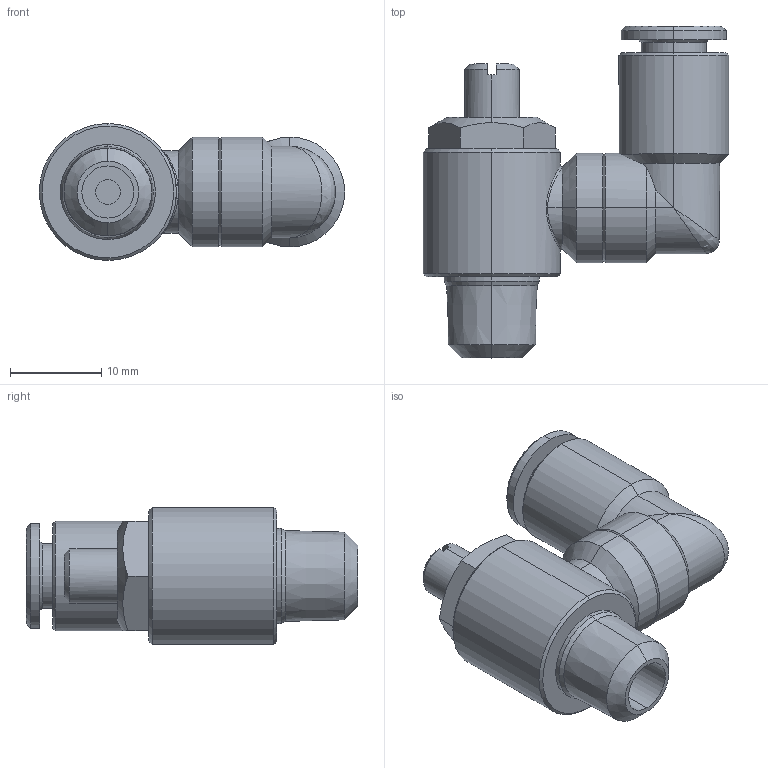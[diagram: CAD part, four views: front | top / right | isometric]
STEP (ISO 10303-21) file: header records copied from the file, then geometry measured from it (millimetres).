
FILE_DESCRIPTION(( 'MV.28.06.18C.STEP' ), '1');
FILE_NAME( 'MV.28.06.18C.STEP', '2018-10-04T17:13:44',( 'Sopra'),('sopra-pneumatic.com'), 'SwSTEP 2.0','SolidWorks 2009','' );
FILE_SCHEMA (( 'CONFIG_CONTROL_DESIGN' ));
Length unit declared in the file: millimetre
Products named in the file (1): 04180C31
Bounding box: 33.4 x 36.3 x 15 mm (x, y, z)
Volume: 6196.3 mm3; surface area: 3430.5 mm2
Topology: 1 solids, 5 shells, 113 faces, 244 edges, 149 vertices
Faces by surface type: cylinder 42, plane 36, cone 32, bspline 3
Entity records: 4665 total; most frequent: CARTESIAN_POINT 2153, DIRECTION 526, ORIENTED_EDGE 484, EDGE_CURVE 242, AXIS2_PLACEMENT_3D 213, VERTEX_POINT 149, EDGE_LOOP 123, ADVANCED_FACE 113
